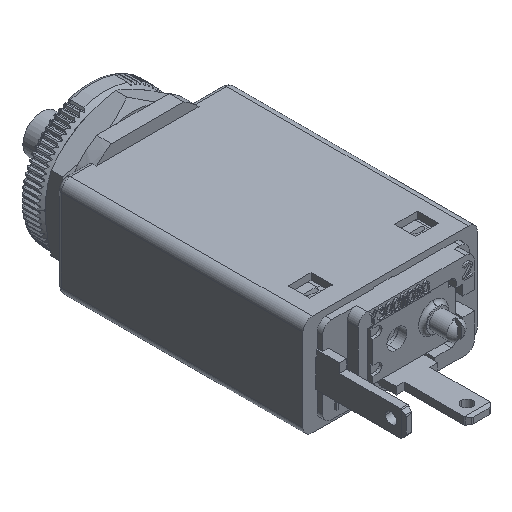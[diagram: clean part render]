
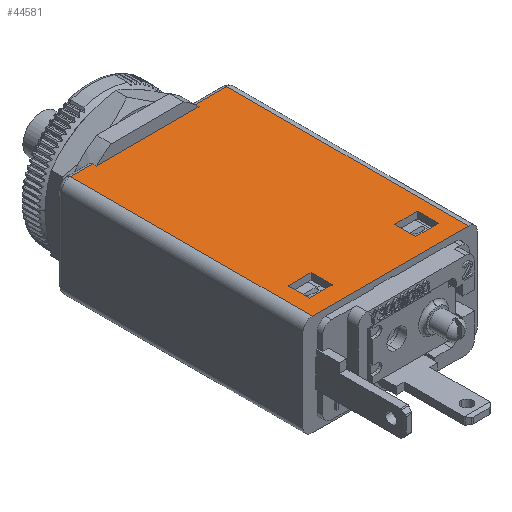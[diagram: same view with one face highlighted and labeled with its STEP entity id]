
A CAD part, isometric view. The second image highlights one B-rep face of the part: STEP entity #44581.
In plain terms, the highlighted planar face has unit normal (0, 0, 1).
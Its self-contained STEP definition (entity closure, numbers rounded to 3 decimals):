
#10916=DIRECTION('',(1.,0.,0.));
#10917=VECTOR('',#10916,2.5);
#10918=CARTESIAN_POINT('',(-6.45,2.37,5.5));
#10919=LINE('',#10918,#10917);
#10920=DIRECTION('',(0.,1.,0.));
#10921=VECTOR('',#10920,2.3);
#10922=CARTESIAN_POINT('',(-3.95,2.37,5.5));
#10923=LINE('',#10922,#10921);
#10924=DIRECTION('',(-1.,0.,0.));
#10925=VECTOR('',#10924,2.5);
#10926=CARTESIAN_POINT('',(-3.95,4.67,5.5));
#10927=LINE('',#10926,#10925);
#10928=DIRECTION('',(0.,-1.,0.));
#10929=VECTOR('',#10928,2.3);
#10930=CARTESIAN_POINT('',(-6.45,4.67,5.5));
#10931=LINE('',#10930,#10929);
#10932=DIRECTION('',(0.,-1.,0.));
#10933=VECTOR('',#10932,2.3);
#10934=CARTESIAN_POINT('',(5.15,4.67,5.5));
#10935=LINE('',#10934,#10933);
#10936=DIRECTION('',(1.,0.,0.));
#10937=VECTOR('',#10936,2.5);
#10938=CARTESIAN_POINT('',(5.15,2.37,5.5));
#10939=LINE('',#10938,#10937);
#10940=DIRECTION('',(0.,1.,0.));
#10941=VECTOR('',#10940,2.3);
#10942=CARTESIAN_POINT('',(7.65,2.37,5.5));
#10943=LINE('',#10942,#10941);
#10944=DIRECTION('',(-1.,0.,0.));
#10945=VECTOR('',#10944,2.5);
#10946=CARTESIAN_POINT('',(7.65,4.67,5.5));
#10947=LINE('',#10946,#10945);
#10948=DIRECTION('',(-1.,0.,0.));
#10949=VECTOR('',#10948,2.413);
#10950=CARTESIAN_POINT('',(-5.587,26.8,5.5));
#10951=LINE('',#10950,#10949);
#10952=DIRECTION('',(0.,1.,0.));
#10953=VECTOR('',#10952,0.4);
#10954=CARTESIAN_POINT('',(-5.587,26.4,5.5));
#10955=LINE('',#10954,#10953);
#10956=DIRECTION('',(-1.,0.,0.));
#10957=VECTOR('',#10956,11.174);
#10958=CARTESIAN_POINT('',(5.587,26.4,5.5));
#10959=LINE('',#10958,#10957);
#10960=DIRECTION('',(0.,1.,0.));
#10961=VECTOR('',#10960,0.4);
#10962=CARTESIAN_POINT('',(5.587,26.4,5.5));
#10963=LINE('',#10962,#10961);
#10964=DIRECTION('',(-1.,0.,0.));
#10965=VECTOR('',#10964,3.413);
#10966=CARTESIAN_POINT('',(9.,26.8,5.5));
#10967=LINE('',#10966,#10965);
#10968=DIRECTION('',(0.,1.,0.));
#10969=VECTOR('',#10968,26.3);
#10970=CARTESIAN_POINT('',(9.,0.5,5.5));
#10971=LINE('',#10970,#10969);
#10972=DIRECTION('',(1.,0.,0.));
#10973=VECTOR('',#10972,17.);
#10974=CARTESIAN_POINT('',(-8.,0.5,5.5));
#10975=LINE('',#10974,#10973);
#10976=DIRECTION('',(0.,-1.,0.));
#10977=VECTOR('',#10976,26.3);
#10978=CARTESIAN_POINT('',(-8.,26.8,5.5));
#10979=LINE('',#10978,#10977);
#25420=CARTESIAN_POINT('',(5.587,26.4,5.5));
#25421=CARTESIAN_POINT('',(-5.587,26.4,5.5));
#25422=VERTEX_POINT('',#25420);
#25423=VERTEX_POINT('',#25421);
#25444=CARTESIAN_POINT('',(-6.45,2.37,5.5));
#25445=CARTESIAN_POINT('',(-3.95,2.37,5.5));
#25446=VERTEX_POINT('',#25444);
#25447=VERTEX_POINT('',#25445);
#25448=CARTESIAN_POINT('',(-3.95,4.67,5.5));
#25449=VERTEX_POINT('',#25448);
#25450=CARTESIAN_POINT('',(-6.45,4.67,5.5));
#25451=VERTEX_POINT('',#25450);
#25452=CARTESIAN_POINT('',(5.15,4.67,5.5));
#25453=CARTESIAN_POINT('',(5.15,2.37,5.5));
#25454=VERTEX_POINT('',#25452);
#25455=VERTEX_POINT('',#25453);
#25456=CARTESIAN_POINT('',(7.65,2.37,5.5));
#25457=VERTEX_POINT('',#25456);
#25458=CARTESIAN_POINT('',(7.65,4.67,5.5));
#25459=VERTEX_POINT('',#25458);
#25562=CARTESIAN_POINT('',(-8.,0.5,5.5));
#25564=VERTEX_POINT('',#25562);
#25567=CARTESIAN_POINT('',(9.,0.5,5.5));
#25569=VERTEX_POINT('',#25567);
#25594=CARTESIAN_POINT('',(-8.,26.8,5.5));
#25595=VERTEX_POINT('',#25594);
#25598=CARTESIAN_POINT('',(-5.587,26.8,5.5));
#25599=VERTEX_POINT('',#25598);
#25606=CARTESIAN_POINT('',(9.,26.8,5.5));
#25607=CARTESIAN_POINT('',(5.587,26.8,5.5));
#25608=VERTEX_POINT('',#25606);
#25609=VERTEX_POINT('',#25607);
#44540=CARTESIAN_POINT('',(0.,0.5,5.5));
#44541=DIRECTION('',(0.,0.,1.));
#44542=DIRECTION('',(1.,0.,0.));
#44543=AXIS2_PLACEMENT_3D('',#44540,#44541,#44542);
#44544=PLANE('',#44543);
#44546=ORIENTED_EDGE('',*,*,#44545,.F.);
#44547=ORIENTED_EDGE('',*,*,#44376,.F.);
#44549=ORIENTED_EDGE('',*,*,#44548,.F.);
#44551=ORIENTED_EDGE('',*,*,#44550,.T.);
#44553=ORIENTED_EDGE('',*,*,#44552,.F.);
#44555=ORIENTED_EDGE('',*,*,#44554,.F.);
#44557=ORIENTED_EDGE('',*,*,#44556,.F.);
#44558=ORIENTED_EDGE('',*,*,#44532,.F.);
#44559=EDGE_LOOP('',(#44546,#44547,#44549,#44551,#44553,#44555,#44557,#44558));
#44560=FACE_OUTER_BOUND('',#44559,.F.);
#44562=ORIENTED_EDGE('',*,*,#44561,.T.);
#44564=ORIENTED_EDGE('',*,*,#44563,.T.);
#44566=ORIENTED_EDGE('',*,*,#44565,.T.);
#44568=ORIENTED_EDGE('',*,*,#44567,.T.);
#44569=EDGE_LOOP('',(#44562,#44564,#44566,#44568));
#44570=FACE_BOUND('',#44569,.F.);
#44572=ORIENTED_EDGE('',*,*,#44571,.T.);
#44574=ORIENTED_EDGE('',*,*,#44573,.T.);
#44576=ORIENTED_EDGE('',*,*,#44575,.T.);
#44578=ORIENTED_EDGE('',*,*,#44577,.T.);
#44579=EDGE_LOOP('',(#44572,#44574,#44576,#44578));
#44580=FACE_BOUND('',#44579,.F.);
#44376=EDGE_CURVE('',#25423,#25599,#10955,.T.);
#44532=EDGE_CURVE('',#25595,#25564,#10979,.T.);
#44545=EDGE_CURVE('',#25599,#25595,#10951,.T.);
#44548=EDGE_CURVE('',#25422,#25423,#10959,.T.);
#44550=EDGE_CURVE('',#25422,#25609,#10963,.T.);
#44552=EDGE_CURVE('',#25608,#25609,#10967,.T.);
#44554=EDGE_CURVE('',#25569,#25608,#10971,.T.);
#44556=EDGE_CURVE('',#25564,#25569,#10975,.T.);
#44561=EDGE_CURVE('',#25454,#25455,#10935,.T.);
#44563=EDGE_CURVE('',#25455,#25457,#10939,.T.);
#44565=EDGE_CURVE('',#25457,#25459,#10943,.T.);
#44567=EDGE_CURVE('',#25459,#25454,#10947,.T.);
#44571=EDGE_CURVE('',#25446,#25447,#10919,.T.);
#44573=EDGE_CURVE('',#25447,#25449,#10923,.T.);
#44575=EDGE_CURVE('',#25449,#25451,#10927,.T.);
#44577=EDGE_CURVE('',#25451,#25446,#10931,.T.);
#44581=ADVANCED_FACE('',(#44560,#44570,#44580),#44544,.T.);
